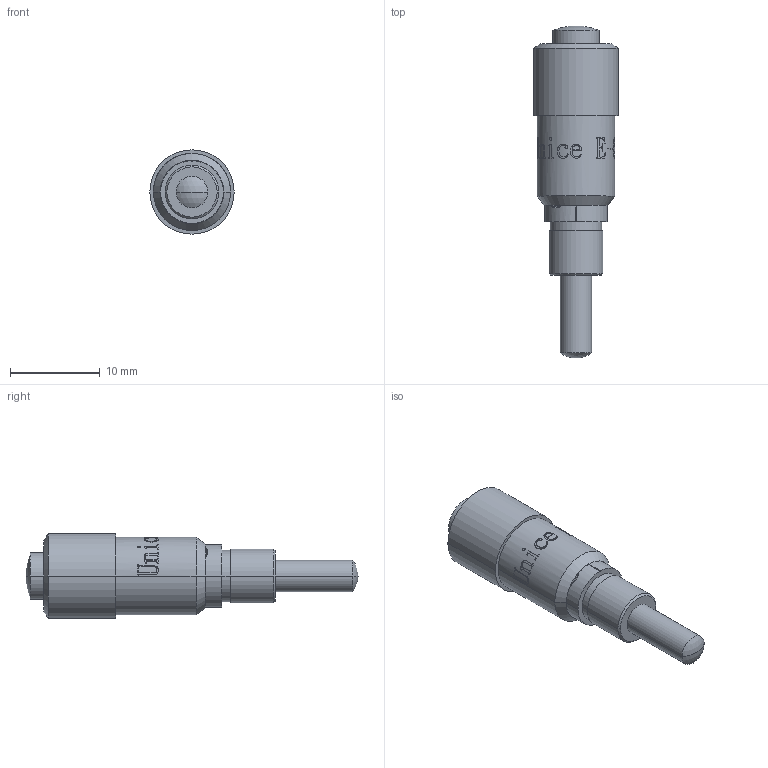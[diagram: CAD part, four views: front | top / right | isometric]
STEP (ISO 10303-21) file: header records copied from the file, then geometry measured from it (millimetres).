
FILE_DESCRIPTION (( 'STEP AP214' ), '1' );
FILE_NAME ('07MT6.5-3.STEP', '2018-01-17T02:22:02', ( '' ), ( '' ), 'SwSTEP 2.0', 'SolidWorks 2016', '' );
FILE_SCHEMA (( 'AUTOMOTIVE_DESIGN' ));
Length unit declared in the file: millimetre
Products named in the file (1): 07MT6.5-3
Bounding box: 9.4 x 37 x 9.4 mm (x, y, z)
Surface area: 1252.2 mm2 (no closed solid volume)
Topology: 0 solids, 4 shells, 107 faces, 592 edges, 468 vertices
Faces by surface type: bspline 49, cylinder 28, plane 20, cone 6, torus 2, sphere 2
Entity records: 13097 total; most frequent: CARTESIAN_POINT 8134, ORIENTED_EDGE 800, EDGE_CURVE 590, DIRECTION 516, VERTEX_POINT 468, B_SPLINE_CURVE_WITH_KNOTS 313, AXIS2_PLACEMENT_3D 182, VECTOR 152
